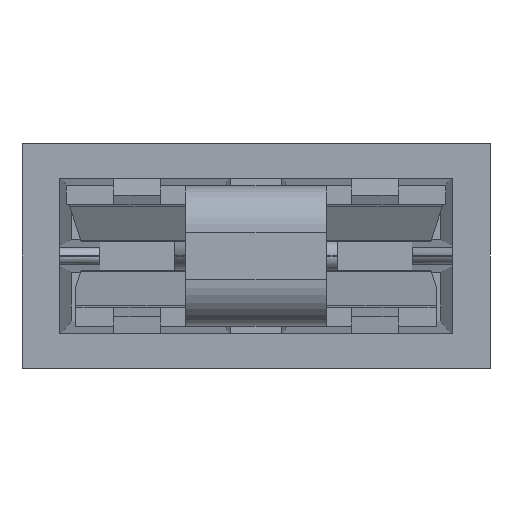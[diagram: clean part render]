
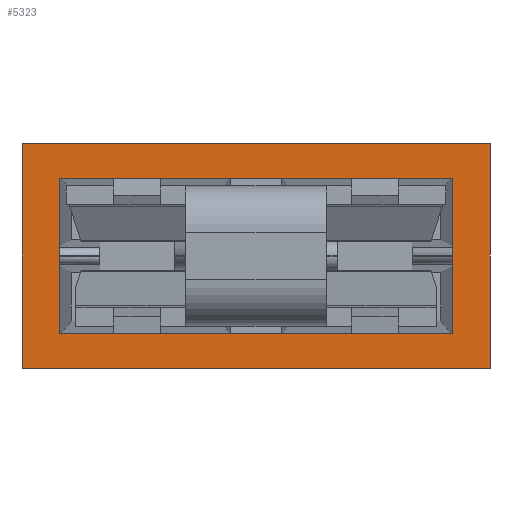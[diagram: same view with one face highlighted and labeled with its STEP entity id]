
A CAD part, front view. The second image highlights one B-rep face of the part: STEP entity #5323.
In plain terms, the highlighted planar face has unit normal (0, -1, 0).
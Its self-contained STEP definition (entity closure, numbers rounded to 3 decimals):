
#230=DIRECTION('',(1.,0.,0.));
#231=VECTOR('',#230,5.);
#232=CARTESIAN_POINT('',(-2.5,0.,-1.2));
#233=LINE('',#232,#231);
#314=DIRECTION('',(1.,0.,0.));
#315=VECTOR('',#314,5.);
#316=CARTESIAN_POINT('',(-2.5,0.,1.2));
#317=LINE('',#316,#315);
#879=DIRECTION('',(0.,0.,1.));
#880=VECTOR('',#879,2.4);
#881=CARTESIAN_POINT('',(2.5,0.,-1.2));
#882=LINE('',#881,#880);
#886=DIRECTION('',(0.,0.,1.));
#887=VECTOR('',#886,2.4);
#888=CARTESIAN_POINT('',(-2.5,0.,-1.2));
#889=LINE('',#888,#887);
#893=DIRECTION('',(0.,0.,-1.));
#894=VECTOR('',#893,1.65);
#895=CARTESIAN_POINT('',(-2.1,0.,0.825));
#896=LINE('',#895,#894);
#900=DIRECTION('',(1.,0.,0.));
#901=VECTOR('',#900,4.2);
#902=CARTESIAN_POINT('',(-2.1,0.,-0.825));
#903=LINE('',#902,#901);
#907=DIRECTION('',(0.,0.,1.));
#908=VECTOR('',#907,1.65);
#909=CARTESIAN_POINT('',(2.1,0.,-0.825));
#910=LINE('',#909,#908);
#914=DIRECTION('',(-1.,0.,0.));
#915=VECTOR('',#914,4.2);
#916=CARTESIAN_POINT('',(2.1,0.,0.825));
#917=LINE('',#916,#915);
#3973=CARTESIAN_POINT('',(-2.5,0.,-1.2));
#3974=CARTESIAN_POINT('',(2.5,0.,-1.2));
#3975=VERTEX_POINT('',#3973);
#3976=VERTEX_POINT('',#3974);
#3977=CARTESIAN_POINT('',(-2.5,0.,1.2));
#3978=CARTESIAN_POINT('',(2.5,0.,1.2));
#3979=VERTEX_POINT('',#3977);
#3980=VERTEX_POINT('',#3978);
#4241=CARTESIAN_POINT('',(-2.1,0.,0.825));
#4242=CARTESIAN_POINT('',(-2.1,0.,-0.825));
#4243=VERTEX_POINT('',#4241);
#4244=VERTEX_POINT('',#4242);
#4245=CARTESIAN_POINT('',(2.1,0.,-0.825));
#4246=VERTEX_POINT('',#4245);
#4247=CARTESIAN_POINT('',(2.1,0.,0.825));
#4248=VERTEX_POINT('',#4247);
#5301=CARTESIAN_POINT('',(-2.35,0.,-1.05));
#5302=DIRECTION('',(0.,-1.,0.));
#5303=DIRECTION('',(1.,0.,0.));
#5304=AXIS2_PLACEMENT_3D('',#5301,#5302,#5303);
#5305=PLANE('',#5304);
#5306=ORIENTED_EDGE('',*,*,#4808,.F.);
#5308=ORIENTED_EDGE('',*,*,#5307,.T.);
#5309=ORIENTED_EDGE('',*,*,#4887,.T.);
#5310=ORIENTED_EDGE('',*,*,#5295,.F.);
#5311=EDGE_LOOP('',(#5306,#5308,#5309,#5310));
#5312=FACE_OUTER_BOUND('',#5311,.F.);
#5314=ORIENTED_EDGE('',*,*,#5313,.T.);
#5316=ORIENTED_EDGE('',*,*,#5315,.T.);
#5318=ORIENTED_EDGE('',*,*,#5317,.T.);
#5320=ORIENTED_EDGE('',*,*,#5319,.T.);
#5321=EDGE_LOOP('',(#5314,#5316,#5318,#5320));
#5322=FACE_BOUND('',#5321,.F.);
#5323=ADVANCED_FACE('',(#5312,#5322),#5305,.T.);
#4808=EDGE_CURVE('',#3975,#3976,#233,.T.);
#4887=EDGE_CURVE('',#3979,#3980,#317,.T.);
#5295=EDGE_CURVE('',#3976,#3980,#882,.T.);
#5307=EDGE_CURVE('',#3975,#3979,#889,.T.);
#5313=EDGE_CURVE('',#4243,#4244,#896,.T.);
#5315=EDGE_CURVE('',#4244,#4246,#903,.T.);
#5317=EDGE_CURVE('',#4246,#4248,#910,.T.);
#5319=EDGE_CURVE('',#4248,#4243,#917,.T.);
